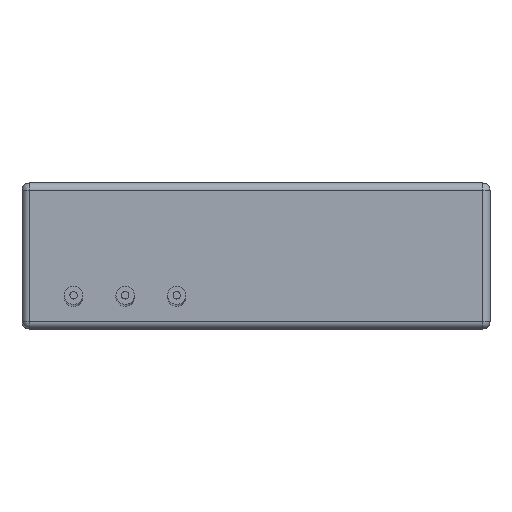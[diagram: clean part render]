
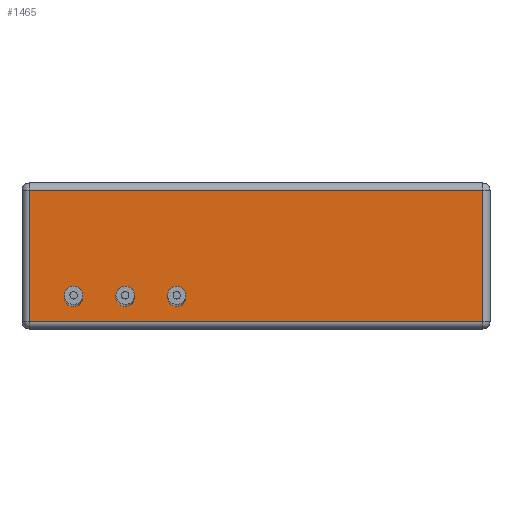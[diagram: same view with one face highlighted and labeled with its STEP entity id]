
A CAD part, top view. The second image highlights one B-rep face of the part: STEP entity #1465.
In plain terms, the highlighted planar face has unit normal (0, 0, 1).
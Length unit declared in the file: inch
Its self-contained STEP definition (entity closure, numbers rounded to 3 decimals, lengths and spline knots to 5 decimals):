
#14 = ORIENTED_EDGE ( 'NONE', *, *, #1406, .T. ) ;
#83 = LINE ( 'NONE', #1964, #1475 ) ;
#148 = VECTOR ( 'NONE', #901, 39.37008 ) ;
#187 = EDGE_CURVE ( 'NONE', #2336, #1903, #1533, .T. ) ;
#226 = PLANE ( 'NONE',  #285 ) ;
#266 = CARTESIAN_POINT ( 'NONE',  ( 2.46063, 0.74016, 0.72835 ) ) ;
#285 = AXIS2_PLACEMENT_3D ( 'NONE', #2030, #486, #2292 ) ;
#486 = DIRECTION ( 'NONE',  ( 0., 0., -1. ) ) ;
#526 = DIRECTION ( 'NONE',  ( -1., 0., 0. ) ) ;
#546 = LINE ( 'NONE', #1516, #1248 ) ;
#630 = CARTESIAN_POINT ( 'NONE',  ( 0.03937, 0.74016, 0.72835 ) ) ;
#677 = ORIENTED_EDGE ( 'NONE', *, *, #2152, .T. ) ;
#788 = EDGE_CURVE ( 'NONE', #1038, #2539, #83, .T. ) ;
#901 = DIRECTION ( 'NONE',  ( 0., -1., 0. ) ) ;
#915 = CARTESIAN_POINT ( 'NONE',  ( 0.03937, 0.77953, 0.72835 ) ) ;
#954 = CARTESIAN_POINT ( 'NONE',  ( 0.03937, 0.03937, 0.72835 ) ) ;
#1038 = VERTEX_POINT ( 'NONE', #1610 ) ;
#1066 = VECTOR ( 'NONE', #526, 39.37008 ) ;
#1121 = FACE_OUTER_BOUND ( 'NONE', #2232, .T. ) ;
#1248 = VECTOR ( 'NONE', #3024, 39.37008 ) ;
#1359 = ORIENTED_EDGE ( 'NONE', *, *, #788, .T. ) ;
#1406 = EDGE_CURVE ( 'NONE', #1903, #1038, #546, .T. ) ;
#1465 = ADVANCED_FACE ( 'NONE', ( #1121 ), #226, .F. ) ;
#1475 = VECTOR ( 'NONE', #2236, 39.37008 ) ;
#1516 = CARTESIAN_POINT ( 'NONE',  ( 0., 0.03937, 0.72835 ) ) ;
#1533 = LINE ( 'NONE', #915, #148 ) ;
#1610 = CARTESIAN_POINT ( 'NONE',  ( 2.46063, 0.03937, 0.72835 ) ) ;
#1903 = VERTEX_POINT ( 'NONE', #954 ) ;
#1964 = CARTESIAN_POINT ( 'NONE',  ( 2.46063, 0.77953, 0.72835 ) ) ;
#2030 = CARTESIAN_POINT ( 'NONE',  ( 0., 0.77953, 0.72835 ) ) ;
#2069 = CARTESIAN_POINT ( 'NONE',  ( 0., 0.74016, 0.72835 ) ) ;
#2152 = EDGE_CURVE ( 'NONE', #2539, #2336, #3018, .T. ) ;
#2232 = EDGE_LOOP ( 'NONE', ( #1359, #677, #2492, #14 ) ) ;
#2236 = DIRECTION ( 'NONE',  ( 0., 1., 0. ) ) ;
#2292 = DIRECTION ( 'NONE',  ( -1., 0., 0. ) ) ;
#2336 = VERTEX_POINT ( 'NONE', #630 ) ;
#2492 = ORIENTED_EDGE ( 'NONE', *, *, #187, .T. ) ;
#2539 = VERTEX_POINT ( 'NONE', #266 ) ;
#3018 = LINE ( 'NONE', #2069, #1066 ) ;
#3024 = DIRECTION ( 'NONE',  ( 1., 0., 0. ) ) ;
